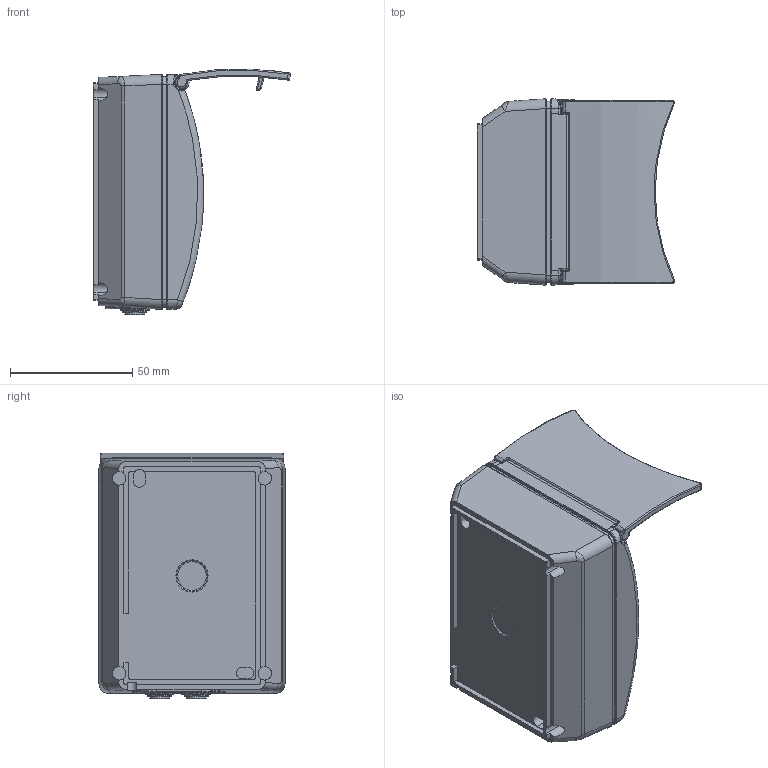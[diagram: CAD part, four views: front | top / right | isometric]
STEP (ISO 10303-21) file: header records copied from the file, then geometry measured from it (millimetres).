
FILE_DESCRIPTION((''),'2;1');
FILE_NAME('');
FILE_SCHEMA(('CONFIG_CONTROL_DESIGN'));
Length unit declared in the file: millimetre
Products named in the file (1): ED10016530
Bounding box: 80.48 x 75.98 x 100.36 mm (x, y, z)
Volume: 281366.7 mm3; surface area: 36295.9 mm2
Topology: 3 solids, 3 shells, 734 faces, 1804 edges, 1074 vertices
Faces by surface type: cylinder 254, bspline 182, torus 132, plane 114, revolution 40, cone 6, sphere 6
Entity records: 30346 total; most frequent: CARTESIAN_POINT 15628, ORIENTED_EDGE 3556, DIRECTION 1984, EDGE_CURVE 1778, VERTEX_POINT 1074, AXIS2_PLACEMENT_3D 1070, EDGE_LOOP 758, ADVANCED_FACE 734
